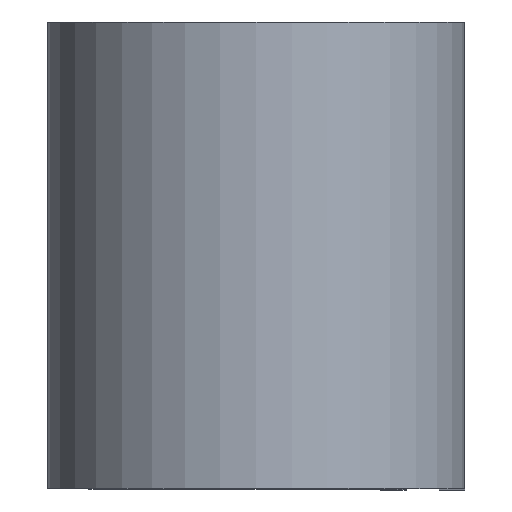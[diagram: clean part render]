
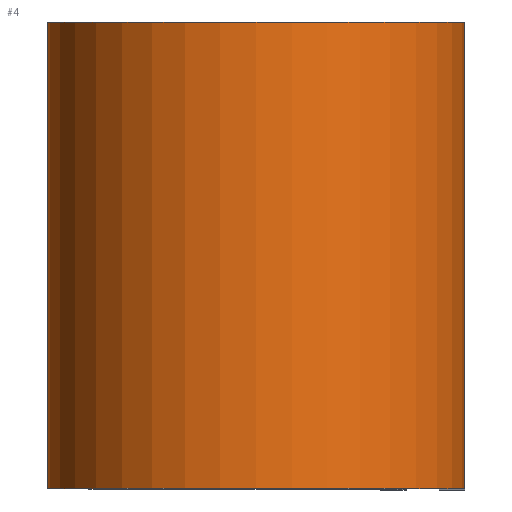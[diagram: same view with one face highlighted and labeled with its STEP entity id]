
A CAD part, top view. The second image highlights one B-rep face of the part: STEP entity #4.
In plain terms, the highlighted cylindrical face has radius 9.944 mm (diameter 19.888 mm), a partial arc.
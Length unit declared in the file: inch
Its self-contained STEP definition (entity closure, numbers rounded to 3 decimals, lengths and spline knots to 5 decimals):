
#4 = ADVANCED_FACE ( 'NONE', ( #70 ), #511, .T. ) ;
#15 = ORIENTED_EDGE ( 'NONE', *, *, #663, .F. ) ;
#27 = CARTESIAN_POINT ( 'NONE',  ( 0., 0.4375, 0. ) ) ;
#32 = DIRECTION ( 'NONE',  ( 0., 1., 0. ) ) ;
#36 = EDGE_CURVE ( 'NONE', #648, #298, #506, .T. ) ;
#54 = LINE ( 'NONE', #647, #58 ) ;
#58 = VECTOR ( 'NONE', #649, 39.37008 ) ;
#70 = FACE_OUTER_BOUND ( 'NONE', #575, .T. ) ;
#97 = EDGE_CURVE ( 'NONE', #648, #233, #467, .T. ) ;
#113 = DIRECTION ( 'NONE',  ( 1., 0., 0. ) ) ;
#130 = CIRCLE ( 'NONE', #576, 0.3915 ) ;
#176 = ORIENTED_EDGE ( 'NONE', *, *, #36, .F. ) ;
#232 = AXIS2_PLACEMENT_3D ( 'NONE', #678, #622, #453 ) ;
#233 = VERTEX_POINT ( 'NONE', #399 ) ;
#298 = VERTEX_POINT ( 'NONE', #452 ) ;
#300 = VERTEX_POINT ( 'NONE', #454 ) ;
#399 = CARTESIAN_POINT ( 'NONE',  ( 0., -0.4375, -0.3915 ) ) ;
#452 = CARTESIAN_POINT ( 'NONE',  ( 0.3915, 0.4375, 0. ) ) ;
#453 = DIRECTION ( 'NONE',  ( 0., 0., -1. ) ) ;
#454 = CARTESIAN_POINT ( 'NONE',  ( 0.3915, -0.4375, 0. ) ) ;
#467 = LINE ( 'NONE', #658, #474 ) ;
#470 = DIRECTION ( 'NONE',  ( 1., 0., 0. ) ) ;
#474 = VECTOR ( 'NONE', #710, 39.37008 ) ;
#491 = DIRECTION ( 'NONE',  ( 0., 1., 0. ) ) ;
#506 = CIRCLE ( 'NONE', #569, 0.3915 ) ;
#511 = CYLINDRICAL_SURFACE ( 'NONE', #232, 0.3915 ) ;
#519 = CARTESIAN_POINT ( 'NONE',  ( 0., -0.4375, 0. ) ) ;
#569 = AXIS2_PLACEMENT_3D ( 'NONE', #27, #32, #113 ) ;
#575 = EDGE_LOOP ( 'NONE', ( #598, #15, #176, #681 ) ) ;
#576 = AXIS2_PLACEMENT_3D ( 'NONE', #519, #491, #470 ) ;
#598 = ORIENTED_EDGE ( 'NONE', *, *, #639, .T. ) ;
#614 = CARTESIAN_POINT ( 'NONE',  ( 0., 0.4375, -0.3915 ) ) ;
#622 = DIRECTION ( 'NONE',  ( 0., -1., 0. ) ) ;
#639 = EDGE_CURVE ( 'NONE', #233, #300, #130, .T. ) ;
#647 = CARTESIAN_POINT ( 'NONE',  ( 0.3915, 0.4375, 0. ) ) ;
#648 = VERTEX_POINT ( 'NONE', #614 ) ;
#649 = DIRECTION ( 'NONE',  ( 0., -1., 0. ) ) ;
#658 = CARTESIAN_POINT ( 'NONE',  ( 0., 0.4375, -0.3915 ) ) ;
#663 = EDGE_CURVE ( 'NONE', #298, #300, #54, .T. ) ;
#678 = CARTESIAN_POINT ( 'NONE',  ( 0., 0.4375, 0. ) ) ;
#681 = ORIENTED_EDGE ( 'NONE', *, *, #97, .T. ) ;
#710 = DIRECTION ( 'NONE',  ( 0., -1., 0. ) ) ;
